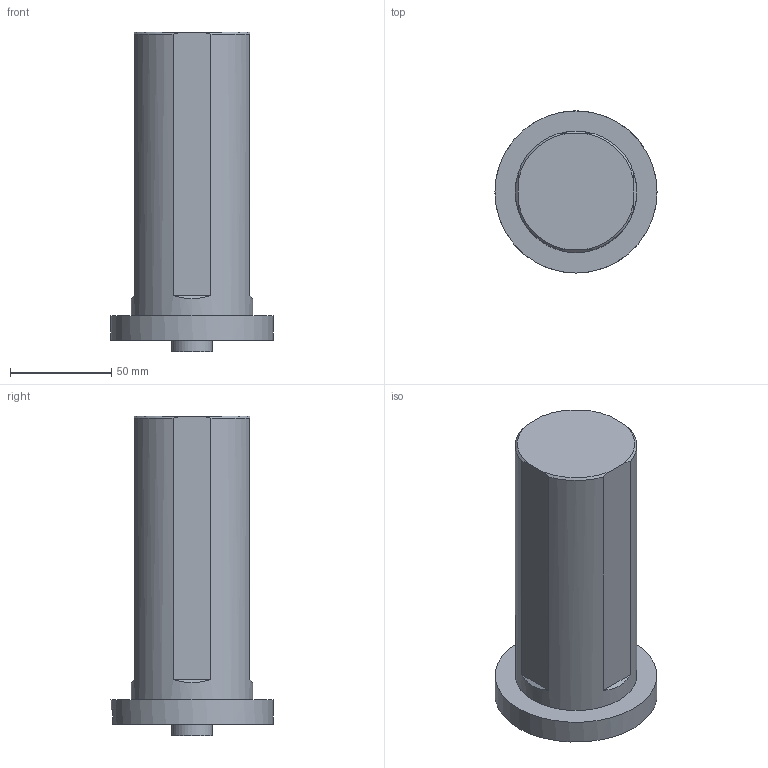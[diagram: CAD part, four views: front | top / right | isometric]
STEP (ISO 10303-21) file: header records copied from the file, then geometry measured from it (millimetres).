
FILE_DESCRIPTION(/* description */ (''),/* implementation_level */ '2;1');
FILE_NAME(/* name */ '1513949391188.stp',/* time_stamp */ '2017-12-22T14:29:58+01:00',/* author */ (''),/* organization */ ('SMS'),/* preprocessor_version */ 'ST-DEVELOPER v15',/* originating_system */ 'SIEMENS PLM Software NX 8.5',/* authorisation */ '');
FILE_SCHEMA (('AUTOMOTIVE_DESIGN { 1 0 10303 214 3 1 1 1 }'));
Length unit declared in the file: millimetre
Products named in the file (1): 200852273mod000_01
Bounding box: 80 x 80 x 157.85 mm (x, y, z)
Volume: 433826.9 mm3; surface area: 43358 mm2
Topology: 1 solids, 1 shells, 26 faces, 70 edges, 48 vertices
Faces by surface type: plane 17, cone 5, cylinder 4
Full cylindrical faces by diameter (mm): 20 x1, 32 x1, 60 x1, 80 x1
Entity records: 853 total; most frequent: CARTESIAN_POINT 174, DIRECTION 140, ORIENTED_EDGE 126, EDGE_CURVE 63, AXIS2_PLACEMENT_3D 57, VERTEX_POINT 45, EDGE_LOOP 32, LINE 26
